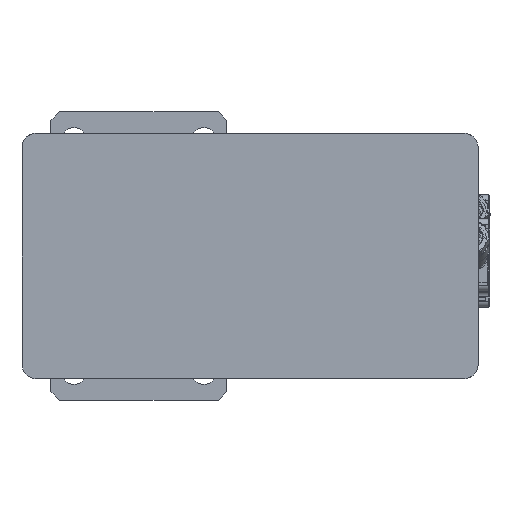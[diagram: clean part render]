
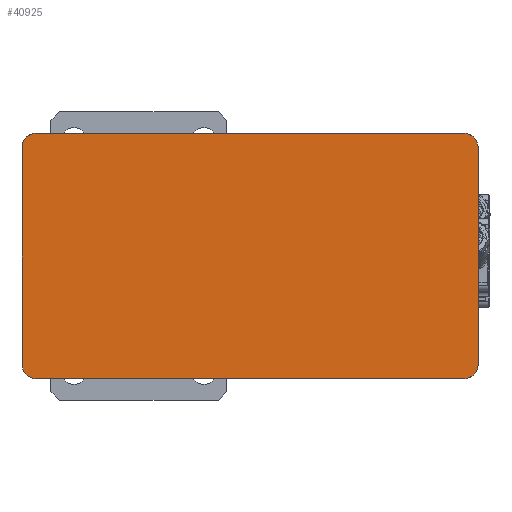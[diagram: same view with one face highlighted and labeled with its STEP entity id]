
A CAD part, front view. The second image highlights one B-rep face of the part: STEP entity #40925.
In plain terms, the highlighted face is planar.
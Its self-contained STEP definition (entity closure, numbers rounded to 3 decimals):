
#1491 = CARTESIAN_POINT ( 'NONE',  ( -42.5, -35.5, -83. ) ) ;
#1501 = VECTOR ( 'NONE', #40624, 1000. ) ;
#1669 = AXIS2_PLACEMENT_3D ( 'NONE', #62914, #11648, #34508 ) ;
#2554 = EDGE_CURVE ( 'NONE', #2618, #57788, #47799, .T. ) ;
#2618 = VERTEX_POINT ( 'NONE', #39167 ) ;
#2773 = EDGE_CURVE ( 'NONE', #3361, #63615, #45502, .T. ) ;
#3361 = VERTEX_POINT ( 'NONE', #42022 ) ;
#3719 = CIRCLE ( 'NONE', #30008, 5. ) ;
#3781 = VECTOR ( 'NONE', #5682, 1000. ) ;
#5682 = DIRECTION ( 'NONE',  ( 0., 1., 0. ) ) ;
#7656 = CARTESIAN_POINT ( 'NONE',  ( -37.5, 112.5, -83. ) ) ;
#8441 = DIRECTION ( 'NONE',  ( -1., 0., 0. ) ) ;
#11103 = VERTEX_POINT ( 'NONE', #59346 ) ;
#11648 = DIRECTION ( 'NONE',  ( 0., 0., -1. ) ) ;
#12282 = ORIENTED_EDGE ( 'NONE', *, *, #2773, .T. ) ;
#13068 = AXIS2_PLACEMENT_3D ( 'NONE', #53791, #66475, #42552 ) ;
#14369 = ORIENTED_EDGE ( 'NONE', *, *, #70106, .T. ) ;
#14822 = LINE ( 'NONE', #26425, #24397 ) ;
#16027 = DIRECTION ( 'NONE',  ( -1., 0., 0. ) ) ;
#21684 = DIRECTION ( 'NONE',  ( 0., 0., -1. ) ) ;
#21804 = ORIENTED_EDGE ( 'NONE', *, *, #2554, .T. ) ;
#22768 = ORIENTED_EDGE ( 'NONE', *, *, #60060, .T. ) ;
#23664 = ORIENTED_EDGE ( 'NONE', *, *, #25161, .T. ) ;
#23845 = EDGE_CURVE ( 'NONE', #43868, #11103, #14822, .T. ) ;
#24397 = VECTOR ( 'NONE', #8441, 1000. ) ;
#25161 = EDGE_CURVE ( 'NONE', #63206, #3361, #47007, .T. ) ;
#26275 = CIRCLE ( 'NONE', #13068, 5. ) ;
#26425 = CARTESIAN_POINT ( 'NONE',  ( 37.5, -40.5, -83. ) ) ;
#26652 = AXIS2_PLACEMENT_3D ( 'NONE', #7656, #48809, #65278 ) ;
#27315 = CARTESIAN_POINT ( 'NONE',  ( -37.5, -35.5, -83. ) ) ;
#27365 = EDGE_CURVE ( 'NONE', #11103, #34733, #3719, .T. ) ;
#28505 = CARTESIAN_POINT ( 'NONE',  ( -42.5, -35.5, -83. ) ) ;
#30008 = AXIS2_PLACEMENT_3D ( 'NONE', #27315, #21684, #44504 ) ;
#31108 = PLANE ( 'NONE',  #67887 ) ;
#31520 = CIRCLE ( 'NONE', #1669, 5. ) ;
#34508 = DIRECTION ( 'NONE',  ( -1., 0., 0. ) ) ;
#34733 = VERTEX_POINT ( 'NONE', #1491 ) ;
#39167 = CARTESIAN_POINT ( 'NONE',  ( 42.5, 112.5, -83. ) ) ;
#40624 = DIRECTION ( 'NONE',  ( 1., 0., 0. ) ) ;
#40925 = ADVANCED_FACE ( 'NONE', ( #59899 ), #31108, .T. ) ;
#42022 = CARTESIAN_POINT ( 'NONE',  ( -37.5, 117.5, -83. ) ) ;
#42552 = DIRECTION ( 'NONE',  ( -1., 0., 0. ) ) ;
#43868 = VERTEX_POINT ( 'NONE', #46145 ) ;
#44504 = DIRECTION ( 'NONE',  ( -1., 0., 0. ) ) ;
#45502 = LINE ( 'NONE', #46249, #1501 ) ;
#46145 = CARTESIAN_POINT ( 'NONE',  ( 37.5, -40.5, -83. ) ) ;
#46249 = CARTESIAN_POINT ( 'NONE',  ( -37.5, 117.5, -83. ) ) ;
#47007 = CIRCLE ( 'NONE', #26652, 5. ) ;
#47799 = LINE ( 'NONE', #59754, #49271 ) ;
#48809 = DIRECTION ( 'NONE',  ( 0., 0., -1. ) ) ;
#49271 = VECTOR ( 'NONE', #60126, 1000. ) ;
#49878 = LINE ( 'NONE', #28505, #3781 ) ;
#53791 = CARTESIAN_POINT ( 'NONE',  ( 37.5, -35.5, -83. ) ) ;
#56580 = CARTESIAN_POINT ( 'NONE',  ( -42.5, 112.5, -83. ) ) ;
#57491 = CARTESIAN_POINT ( 'NONE',  ( 37.5, 117.5, -83. ) ) ;
#57788 = VERTEX_POINT ( 'NONE', #65745 ) ;
#58579 = ORIENTED_EDGE ( 'NONE', *, *, #23845, .T. ) ;
#59346 = CARTESIAN_POINT ( 'NONE',  ( -37.5, -40.5, -83. ) ) ;
#59754 = CARTESIAN_POINT ( 'NONE',  ( 42.5, 112.5, -83. ) ) ;
#59899 = FACE_OUTER_BOUND ( 'NONE', #67218, .T. ) ;
#60060 = EDGE_CURVE ( 'NONE', #57788, #43868, #26275, .T. ) ;
#60126 = DIRECTION ( 'NONE',  ( 0., -1., 0. ) ) ;
#62914 = CARTESIAN_POINT ( 'NONE',  ( 37.5, 112.5, -83. ) ) ;
#63206 = VERTEX_POINT ( 'NONE', #56580 ) ;
#63615 = VERTEX_POINT ( 'NONE', #57491 ) ;
#64351 = EDGE_CURVE ( 'NONE', #34733, #63206, #49878, .T. ) ;
#64666 = ORIENTED_EDGE ( 'NONE', *, *, #64351, .T. ) ;
#65278 = DIRECTION ( 'NONE',  ( -1., 0., 0. ) ) ;
#65745 = CARTESIAN_POINT ( 'NONE',  ( 42.5, -35.5, -83. ) ) ;
#66475 = DIRECTION ( 'NONE',  ( 0., 0., -1. ) ) ;
#66923 = CARTESIAN_POINT ( 'NONE',  ( -37.5, -35.5, -83. ) ) ;
#67218 = EDGE_LOOP ( 'NONE', ( #69171, #64666, #23664, #12282, #14369, #21804, #22768, #58579 ) ) ;
#67887 = AXIS2_PLACEMENT_3D ( 'NONE', #66923, #70755, #16027 ) ;
#69171 = ORIENTED_EDGE ( 'NONE', *, *, #27365, .T. ) ;
#70106 = EDGE_CURVE ( 'NONE', #63615, #2618, #31520, .T. ) ;
#70755 = DIRECTION ( 'NONE',  ( 0., 0., -1. ) ) ;
